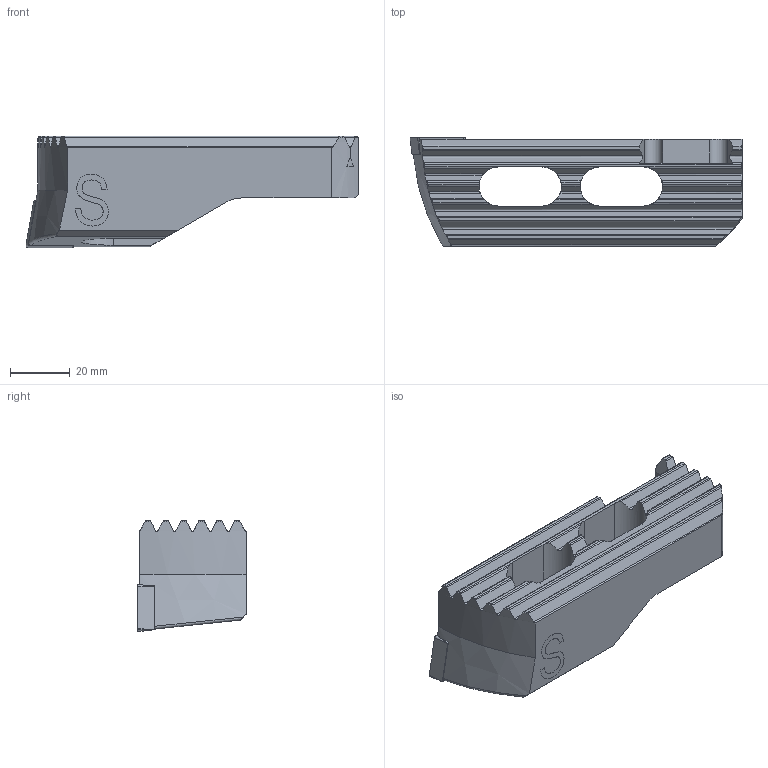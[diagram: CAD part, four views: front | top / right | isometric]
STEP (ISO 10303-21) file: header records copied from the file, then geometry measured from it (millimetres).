
FILE_DESCRIPTION(('no description'),'unknown implementation level');
FILE_NAME('CC2DF9BE-9894-43D3-98B1-1CB3E39537A4_export.stp',' ',('CIMSOURCE GmbH'),('CADClick - KiM GmbH - www.kimweb.de'),'unknown preprocess','ACIS','unknown authorization');
FILE_SCHEMA(('automotive_design'));
Length unit declared in the file: millimetre
Products named in the file (3): 639.581 Kaiser 148-176 SW148 CC16 S|639.581 Kaiser 148-176 SW148 CC16 S;Linear austragen; 639.581 Kaiser 148-176 SW148 CC16 S|654.983 Kaiser CCMT 160508 K20C;Kombinieren1; 639.581 Kaiser 148-176 SW148 CC16 S|694.150 Kaiser ETL M5 X 13,3 T20 IP 10S;Kreismuster1
Bounding box: 111.5 x 36.36 x 37.4 mm (x, y, z)
Volume: 69955 mm3; surface area: 20778.9 mm2
Topology: 3 solids, 3 shells, 252 faces, 701 edges, 456 vertices
Faces by surface type: plane 98, cylinder 86, cone 29, bspline 29, torus 10
Entity records: 19208 total; most frequent: CARTESIAN_POINT 5062, STYLED_ITEM 1410, PRESENTATION_STYLE_ASSIGNMENT 1410, COLOUR_RGB 1410, ORIENTED_EDGE 1398, DIRECTION 1244, EDGE_CURVE 699, CURVE_STYLE 699
